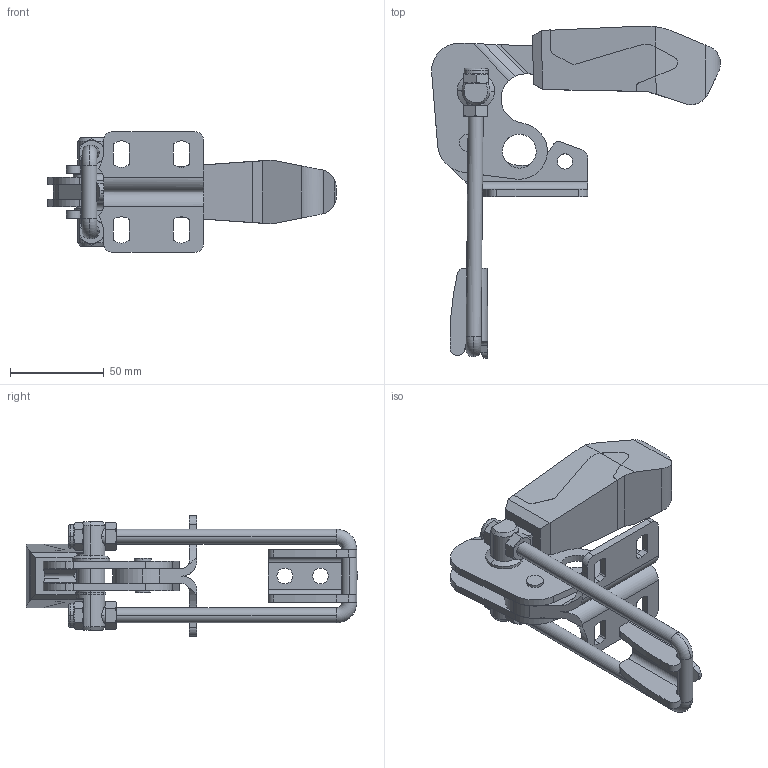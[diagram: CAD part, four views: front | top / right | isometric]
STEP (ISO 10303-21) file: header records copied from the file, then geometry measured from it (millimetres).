
FILE_DESCRIPTION (( 'STEP AP214' ), '1' );
FILE_NAME ('EH 23330.5005.STEP', '2019-10-25T06:39:28', ( '' ), ( '' ), 'SwSTEP 2.0', 'SolidWorks 2019', '' );
FILE_SCHEMA (( 'AUTOMOTIVE_DESIGN' ));
Length unit declared in the file: millimetre
Products named in the file (7): _94771-05_1_81.stp; _94771-03_1.stp; EH 23330.5005; _94771-06_1_81.stp; _94714-01.stp; _94870.stp; _557248.stp
Assembly tree (6 placements, depth 2):
  EH 23330.5005
    _94714-01.stp
    _94870.stp
    _94771-03_1.stp
    _94771-06_1_81.stp
    _94771-05_1_81.stp
    _557248.stp
Bounding box: 154.15 x 177.18 x 64.5 mm (x, y, z)
Volume: 179450.9 mm3; surface area: 61098.9 mm2
Topology: 6 solids, 6 shells, 416 faces, 1088 edges, 698 vertices
Faces by surface type: cylinder 182, plane 146, cone 76, torus 12
Entity records: 14634 total; most frequent: CARTESIAN_POINT 3861, ORIENTED_EDGE 2176, DIRECTION 2137, EDGE_CURVE 1088, AXIS2_PLACEMENT_3D 825, VERTEX_POINT 698, VECTOR 487, LINE 487
